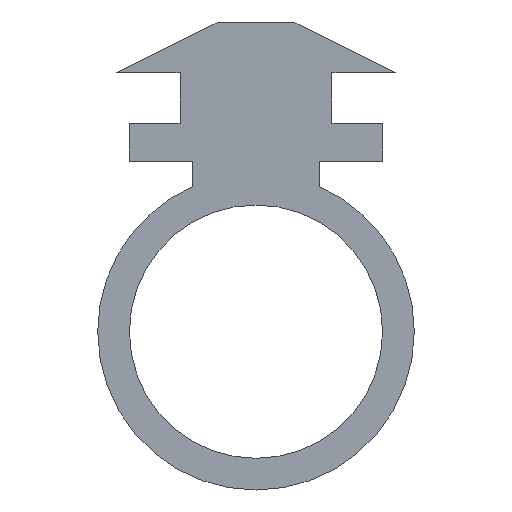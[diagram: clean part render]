
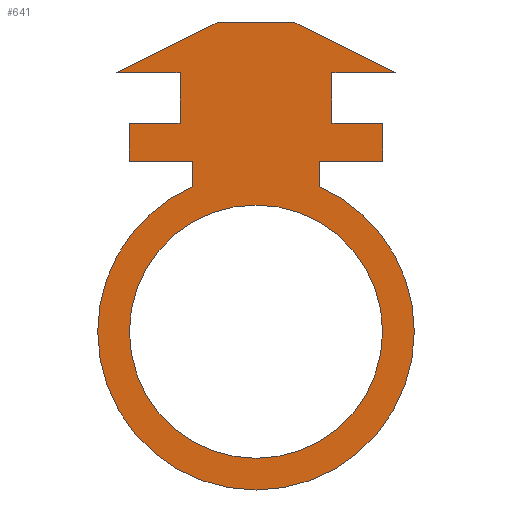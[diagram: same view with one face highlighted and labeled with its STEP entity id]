
A CAD part, front view. The second image highlights one B-rep face of the part: STEP entity #641.
In plain terms, the highlighted planar face has unit normal (0, -1, 0).
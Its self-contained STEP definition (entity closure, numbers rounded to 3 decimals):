
#1=CARTESIAN_POINT('POINT1',(-2.286,0.,3.076)
   );
#2=VERTEX_POINT('VERTEX1',#1);
#19=CARTESIAN_POINT('POINT4',(-1.143,0.,3.076
   ));
#20=VERTEX_POINT('VERTEX4',#19);
#27=CARTESIAN_POINT('POS4',(-1.143,0.,3.076))
   ;
#28=DIRECTION('DIR4',(-1.,0.,0.));
#29=VECTOR('VEC4',#28,0.229);
#30=LINE('STRAIGHT4',#27,#29);
#31=EDGE_CURVE('EDGE4',#20,#2,#30,.T.);
#41=CARTESIAN_POINT('POINT5',(-2.286,0.,3.762
   ));
#42=VERTEX_POINT('VERTEX5',#41);
#58=CARTESIAN_POINT('POS8',(-2.286,0.,3.076))
   ;
#59=DIRECTION('DIR9',(0.,0.,1.));
#60=VECTOR('VEC7',#59,0.229);
#61=LINE('STRAIGHT7',#58,#60);
#62=EDGE_CURVE('EDGE7',#2,#42,#61,.T.);
#72=CARTESIAN_POINT('POINT7',(-1.372,0.,
   3.762));
#73=VERTEX_POINT('VERTEX7',#72);
#89=CARTESIAN_POINT('POS12',(-2.286,0.,3.762)
   );
#90=DIRECTION('DIR14',(1.,0.,0.));
#91=VECTOR('VEC10',#90,0.229);
#92=LINE('STRAIGHT10',#89,#91);
#93=EDGE_CURVE('EDGE10',#42,#73,#92,.T.);
#103=CARTESIAN_POINT('POINT9',(-1.372,0.,
   4.676));
#104=VERTEX_POINT('VERTEX9',#103);
#120=CARTESIAN_POINT('POS16',(-1.372,0.,
   3.762));
#121=DIRECTION('DIR19',(0.,0.,1.));
#122=VECTOR('VEC13',#121,0.229);
#123=LINE('STRAIGHT13',#120,#122);
#124=EDGE_CURVE('EDGE13',#73,#104,#123,.T.);
#134=CARTESIAN_POINT('POINT11',(-2.515,0.,
   4.676));
#135=VERTEX_POINT('VERTEX11',#134);
#151=CARTESIAN_POINT('POS20',(-1.372,0.,
   4.676));
#152=DIRECTION('DIR24',(-1.,0.,0.));
#153=VECTOR('VEC16',#152,0.229);
#154=LINE('STRAIGHT16',#151,#153);
#155=EDGE_CURVE('EDGE16',#104,#135,#154,.T.);
#165=CARTESIAN_POINT('POINT13',(-0.686,0.,
   5.591));
#166=VERTEX_POINT('VERTEX13',#165);
#182=CARTESIAN_POINT('POS24',(-2.515,0.,
   4.676));
#183=DIRECTION('DIR29',(0.894,0.,
   0.447));
#184=VECTOR('VEC19',#183,0.229);
#185=LINE('STRAIGHT19',#182,#184);
#186=EDGE_CURVE('EDGE19',#135,#166,#185,.T.);
#196=CARTESIAN_POINT('POINT15',(0.686,0.,
   5.591));
#197=VERTEX_POINT('VERTEX15',#196);
#213=CARTESIAN_POINT('POS28',(-0.686,0.,5.591
   ));
#214=DIRECTION('DIR34',(1.,0.,0.));
#215=VECTOR('VEC22',#214,0.229);
#216=LINE('STRAIGHT22',#213,#215);
#217=EDGE_CURVE('EDGE22',#166,#197,#216,.T.);
#227=CARTESIAN_POINT('POINT17',(2.515,0.,
   4.676));
#228=VERTEX_POINT('VERTEX17',#227);
#244=CARTESIAN_POINT('POS32',(0.686,0.,5.591)
   );
#245=DIRECTION('DIR39',(0.894,0.,
   -0.447));
#246=VECTOR('VEC25',#245,0.229);
#247=LINE('STRAIGHT25',#244,#246);
#248=EDGE_CURVE('EDGE25',#197,#228,#247,.T.);
#258=CARTESIAN_POINT('POINT19',(1.372,0.,
   4.676));
#259=VERTEX_POINT('VERTEX19',#258);
#275=CARTESIAN_POINT('POS36',(2.515,0.,4.676
   ));
#276=DIRECTION('DIR44',(-1.,0.,0.));
#277=VECTOR('VEC28',#276,0.229);
#278=LINE('STRAIGHT28',#275,#277);
#279=EDGE_CURVE('EDGE28',#228,#259,#278,.T.);
#289=CARTESIAN_POINT('POINT21',(1.372,0.,
   3.762));
#290=VERTEX_POINT('VERTEX21',#289);
#306=CARTESIAN_POINT('POS40',(1.372,0.,4.676
   ));
#307=DIRECTION('DIR49',(0.,0.,-1.));
#308=VECTOR('VEC31',#307,0.229);
#309=LINE('STRAIGHT31',#306,#308);
#310=EDGE_CURVE('EDGE31',#259,#290,#309,.T.);
#320=CARTESIAN_POINT('POINT23',(2.286,0.,
   3.762));
#321=VERTEX_POINT('VERTEX23',#320);
#337=CARTESIAN_POINT('POS44',(1.372,0.,3.762
   ));
#338=DIRECTION('DIR54',(1.,0.,0.));
#339=VECTOR('VEC34',#338,0.229);
#340=LINE('STRAIGHT34',#337,#339);
#341=EDGE_CURVE('EDGE34',#290,#321,#340,.T.);
#351=CARTESIAN_POINT('POINT25',(2.286,0.,
   3.076));
#352=VERTEX_POINT('VERTEX25',#351);
#368=CARTESIAN_POINT('POS48',(2.286,0.,3.762)
   );
#369=DIRECTION('DIR59',(0.,0.,-1.));
#370=VECTOR('VEC37',#369,0.229);
#371=LINE('STRAIGHT37',#368,#370);
#372=EDGE_CURVE('EDGE37',#321,#352,#371,.T.);
#382=CARTESIAN_POINT('POINT27',(1.143,0.,
   3.076));
#383=VERTEX_POINT('VERTEX27',#382);
#399=CARTESIAN_POINT('POS52',(2.286,0.,3.076)
   );
#400=DIRECTION('DIR64',(-1.,0.,0.));
#401=VECTOR('VEC40',#400,0.229);
#402=LINE('STRAIGHT40',#399,#401);
#403=EDGE_CURVE('EDGE40',#352,#383,#402,.T.);
#413=CARTESIAN_POINT('POINT29',(1.143,0.,
   2.619));
#414=VERTEX_POINT('VERTEX29',#413);
#430=CARTESIAN_POINT('POS56',(1.143,0.,3.076)
   );
#431=DIRECTION('DIR69',(0.,0.,-1.));
#432=VECTOR('VEC43',#431,0.229);
#433=LINE('STRAIGHT43',#430,#432);
#434=EDGE_CURVE('EDGE43',#383,#414,#433,.T.);
#444=CARTESIAN_POINT('POINT31',(-2.286,0.,0.));
#445=VERTEX_POINT('VERTEX31',#444);
#463=CARTESIAN_POINT('POINT34',(2.286,0.,0.));
#464=VERTEX_POINT('VERTEX34',#463);
#471=CARTESIAN_POINT('POS61',(0.,0.,0.));
#472=DIRECTION('DIR76',(0.,-1.,0.));
#473=DIRECTION('DIR77',(1.,0.,0.));
#474=AXIS2_PLACEMENT_3D('AXIS16',#471,#472,#473);
#475=CIRCLE('ELLIPSE2',#474,2.286);
#476=EDGE_CURVE('EDGE47',#464,#445,#475,.T.);
#495=CARTESIAN_POINT('POS64',(0.,0.,0.));
#496=DIRECTION('DIR82',(0.,-1.,0.));
#497=DIRECTION('DIR83',(-1.,0.,0.));
#498=AXIS2_PLACEMENT_3D('AXIS19',#495,#496,#497);
#499=CIRCLE('ELLIPSE4',#498,2.286);
#500=EDGE_CURVE('EDGE49',#445,#464,#499,.T.);
#510=CARTESIAN_POINT('POINT35',(2.858,0.,
   0.));
#511=VERTEX_POINT('VERTEX35',#510);
#528=CARTESIAN_POINT('POS68',(0.,0.,0.));
#529=DIRECTION('DIR89',(0.,1.,0.));
#530=DIRECTION('DIR90',(0.4,0.,0.917));
#531=AXIS2_PLACEMENT_3D('AXIS22',#528,#529,#530);
#532=CIRCLE('ELLIPSE6',#531,2.858);
#533=EDGE_CURVE('EDGE52',#414,#511,#532,.T.);
#586=CARTESIAN_POINT('POINT39',(-1.143,0.,
   2.619));
#587=VERTEX_POINT('VERTEX39',#586);
#594=CARTESIAN_POINT('POS73',(-1.143,0.,2.619
   ));
#595=DIRECTION('DIR97',(0.,0.,1.));
#596=VECTOR('VEC49',#595,0.229);
#597=LINE('STRAIGHT49',#594,#596);
#598=EDGE_CURVE('EDGE57',#587,#20,#597,.T.);
#608=ORIENTED_EDGE('COEDGE93',*,*,#500,.F.);
#609=ORIENTED_EDGE('COEDGE94',*,*,#476,.F.);
#610=EDGE_LOOP('NONE',(#608,#609));
#611=FACE_BOUND('LOOP1',#610,.T.);
#612=ORIENTED_EDGE('COEDGE95',*,*,#598,.F.);
#613=CARTESIAN_POINT('POINT40',(-2.858,0.,
   0.));
#614=VERTEX_POINT('VERTEX40',#613);
#615=EDGE_CURVE('EDGE58',#614,#587,#532,.T.);
#616=ORIENTED_EDGE('COEDGE96',*,*,#615,.F.);
#617=EDGE_CURVE('EDGE59',#511,#614,#532,.T.);
#618=ORIENTED_EDGE('COEDGE97',*,*,#617,.F.);
#619=ORIENTED_EDGE('COEDGE98',*,*,#533,.F.);
#620=ORIENTED_EDGE('COEDGE99',*,*,#434,.F.);
#621=ORIENTED_EDGE('COEDGE100',*,*,#403,.F.);
#622=ORIENTED_EDGE('COEDGE101',*,*,#372,.F.);
#623=ORIENTED_EDGE('COEDGE102',*,*,#341,.F.);
#624=ORIENTED_EDGE('COEDGE103',*,*,#310,.F.);
#625=ORIENTED_EDGE('COEDGE104',*,*,#279,.F.);
#626=ORIENTED_EDGE('COEDGE105',*,*,#248,.F.);
#627=ORIENTED_EDGE('COEDGE106',*,*,#217,.F.);
#628=ORIENTED_EDGE('COEDGE107',*,*,#186,.F.);
#629=ORIENTED_EDGE('COEDGE108',*,*,#155,.F.);
#630=ORIENTED_EDGE('COEDGE109',*,*,#124,.F.);
#631=ORIENTED_EDGE('COEDGE110',*,*,#93,.F.);
#632=ORIENTED_EDGE('COEDGE111',*,*,#62,.F.);
#633=ORIENTED_EDGE('COEDGE112',*,*,#31,.F.);
#634=EDGE_LOOP('NONE',(#612,#616,#618,#619,#620,#621,#622,#623,#624,#625
   ,#626,#627,#628,#629,#630,#631,#632,#633));
#635=FACE_BOUND('LOOP1',#634,.T.);
#636=CARTESIAN_POINT('POS75',(0.,0.,0.));
#637=DIRECTION('DIR100',(0.,1.,0.));
#638=DIRECTION('DIR101',(1.,0.,0.));
#639=AXIS2_PLACEMENT_3D('AXIS26',#636,#637,#638);
#640=PLANE('PLANE17',#639);
#641=ADVANCED_FACE('FACE20',(#611,#635),#640,.F.);
